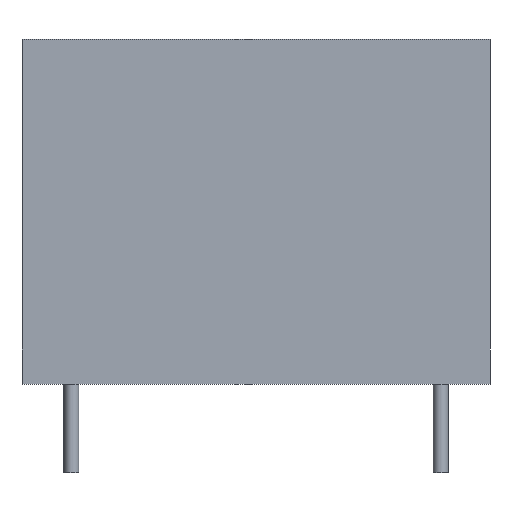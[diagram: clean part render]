
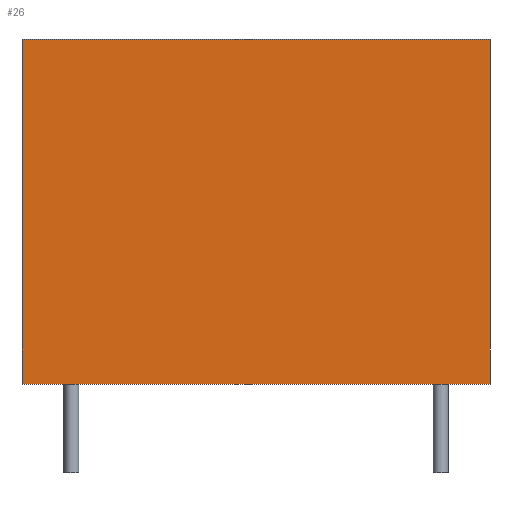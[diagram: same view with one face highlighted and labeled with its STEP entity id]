
A CAD part, front view. The second image highlights one B-rep face of the part: STEP entity #26.
In plain terms, the highlighted planar face has unit normal (0, -1, 0).
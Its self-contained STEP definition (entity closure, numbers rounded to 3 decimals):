
#2 = EDGE_CURVE ( 'NONE', #461, #148, #382, .T. ) ;
#6 = LINE ( 'NONE', #361, #427 ) ;
#13 = DIRECTION ( 'NONE',  ( 1., 0., 0. ) ) ;
#26 = ADVANCED_FACE ( 'NONE', ( #256 ), #483, .F. ) ;
#35 = VERTEX_POINT ( 'NONE', #529 ) ;
#61 = EDGE_LOOP ( 'NONE', ( #228, #490, #221, #140 ) ) ;
#83 = EDGE_CURVE ( 'NONE', #470, #35, #230, .T. ) ;
#90 = CARTESIAN_POINT ( 'NONE',  ( -9.5, -2.5, 14. ) ) ;
#120 = CARTESIAN_POINT ( 'NONE',  ( 9.5, -2.5, 14. ) ) ;
#136 = CARTESIAN_POINT ( 'NONE',  ( -9.5, -2.5, 14. ) ) ;
#140 = ORIENTED_EDGE ( 'NONE', *, *, #272, .T. ) ;
#148 = VERTEX_POINT ( 'NONE', #120 ) ;
#160 = DIRECTION ( 'NONE',  ( 1., 0., 0. ) ) ;
#193 = VECTOR ( 'NONE', #13, 1000. ) ;
#210 = VECTOR ( 'NONE', #160, 1000. ) ;
#221 = ORIENTED_EDGE ( 'NONE', *, *, #2, .F. ) ;
#228 = ORIENTED_EDGE ( 'NONE', *, *, #83, .T. ) ;
#230 = LINE ( 'NONE', #406, #210 ) ;
#233 = CARTESIAN_POINT ( 'NONE',  ( 9.5, -2.5, 14. ) ) ;
#256 = FACE_OUTER_BOUND ( 'NONE', #61, .T. ) ;
#272 = EDGE_CURVE ( 'NONE', #461, #470, #6, .T. ) ;
#281 = EDGE_CURVE ( 'NONE', #148, #35, #534, .T. ) ;
#299 = AXIS2_PLACEMENT_3D ( 'NONE', #410, #451, #321 ) ;
#321 = DIRECTION ( 'NONE',  ( 0., 0., 1. ) ) ;
#361 = CARTESIAN_POINT ( 'NONE',  ( -9.5, -2.5, 14. ) ) ;
#382 = LINE ( 'NONE', #136, #193 ) ;
#406 = CARTESIAN_POINT ( 'NONE',  ( -9.5, -2.5, 0. ) ) ;
#407 = DIRECTION ( 'NONE',  ( 0., 0., -1. ) ) ;
#410 = CARTESIAN_POINT ( 'NONE',  ( -9.5, -2.5, 14. ) ) ;
#415 = CARTESIAN_POINT ( 'NONE',  ( -9.5, -2.5, 0. ) ) ;
#427 = VECTOR ( 'NONE', #407, 1000. ) ;
#451 = DIRECTION ( 'NONE',  ( 0., 1., 0. ) ) ;
#461 = VERTEX_POINT ( 'NONE', #90 ) ;
#468 = VECTOR ( 'NONE', #484, 1000. ) ;
#470 = VERTEX_POINT ( 'NONE', #415 ) ;
#483 = PLANE ( 'NONE',  #299 ) ;
#484 = DIRECTION ( 'NONE',  ( 0., 0., -1. ) ) ;
#490 = ORIENTED_EDGE ( 'NONE', *, *, #281, .F. ) ;
#529 = CARTESIAN_POINT ( 'NONE',  ( 9.5, -2.5, 0. ) ) ;
#534 = LINE ( 'NONE', #233, #468 ) ;
